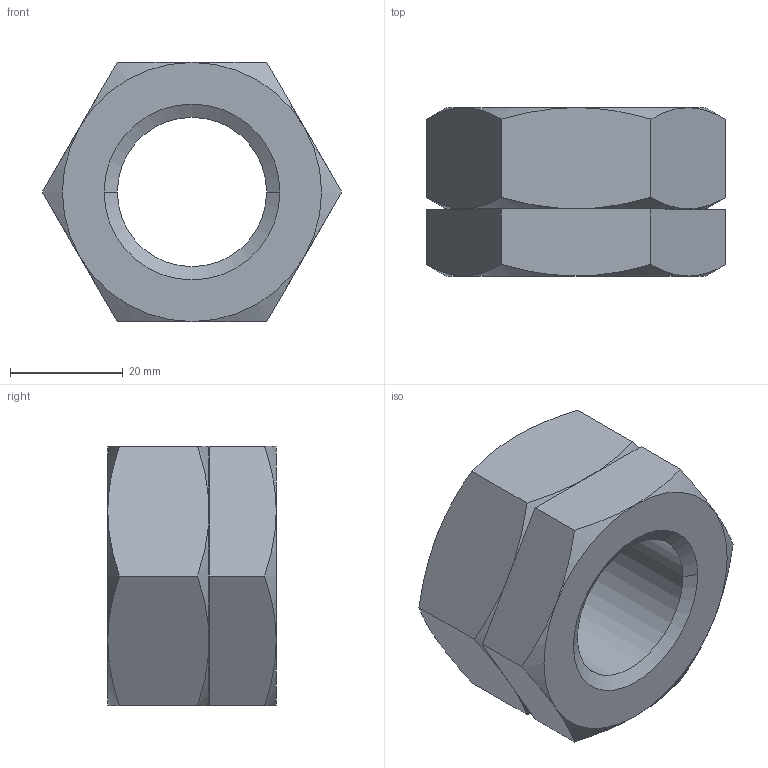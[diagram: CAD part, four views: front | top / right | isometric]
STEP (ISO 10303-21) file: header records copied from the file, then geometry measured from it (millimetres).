
FILE_DESCRIPTION((''),'2;1');
FILE_NAME('0RTHN030_____0','2019-10-29T14:21:04',('kim.bk'),(''),'CREO PARAMETRIC BY PTC INC, 2019010','CREO PARAMETRIC BY PTC INC, 2019010','');
FILE_SCHEMA(('CONFIG_CONTROL_DESIGN'));
Length unit declared in the file: millimetre
Products named in the file (1): 0RTHN030_____0
Bounding box: 53.12 x 29.9 x 46 mm (x, y, z)
Volume: 37552.3 mm3; surface area: 13540.1 mm2
Topology: 2 solids, 2 shells, 355 faces, 983 edges, 650 vertices
Faces by surface type: plane 325, cone 26, cylinder 4
Entity records: 11307 total; most frequent: CARTESIAN_POINT 2216, ORIENTED_EDGE 1966, DIRECTION 1695, EDGE_CURVE 983, VECTOR 909, LINE 909, VERTEX_POINT 650, AXIS2_PLACEMENT_3D 393
